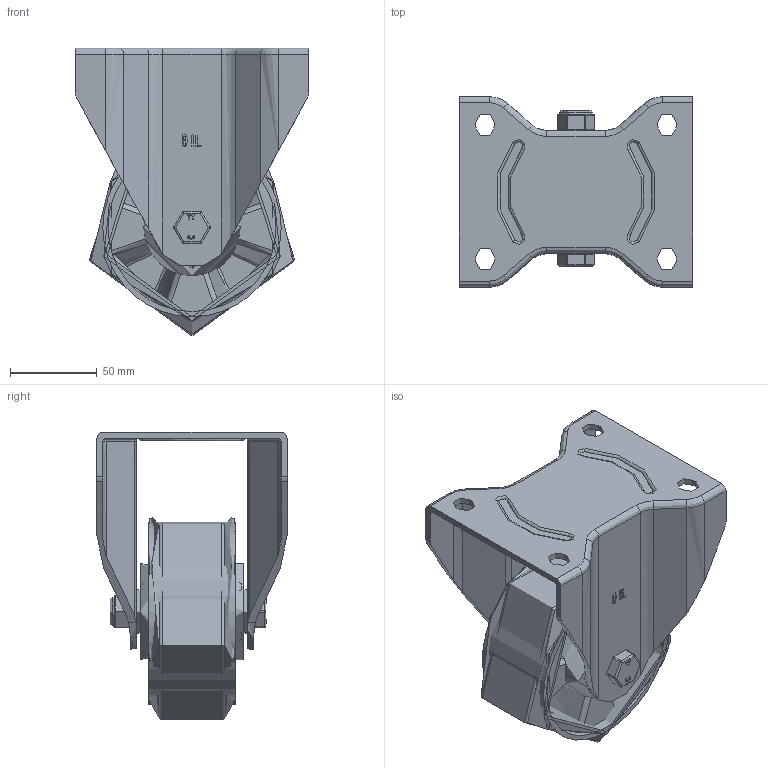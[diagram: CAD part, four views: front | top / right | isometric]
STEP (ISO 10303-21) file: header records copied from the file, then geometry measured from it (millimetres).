
FILE_DESCRIPTION(/* description */ (''),/* implementation_level */ '2;1');
FILE_NAME(/* name */ 'BZWHF125ERBJLP.step',/* time_stamp */ '2024-08-08T15:38:27+01:00',/* author */ (''),/* organization */ (''),/* preprocessor_version */ 'ST-DEVELOPER v20',/* originating_system */ 'Autodesk Translation Framework v13.14.0.145',/* authorisation */ '');
FILE_SCHEMA (('AUTOMOTIVE_DESIGN { 1 0 10303 214 3 1 1 }'));
Length unit declared in the file: millimetre
Products named in the file (25): BZWHF125ERBJLP; BZWHF125ASLP - 64 v1; ZINC PLATED, PRESSED STEEL BRACKET; BZH125WERBJM20 v1; 65 SHORE A RUBBER TYRE; ALUMINIUM RIM; ALUMINIUM RIM Geometry; SPACER; BEARING6204; BALL BEARINGS; BEARING6204 (1); BALL BEARINGS (1); Component3; STEEL; RUBBER; TH20X2X12 v1; ZINC PLATED HEADED SPACER; TH20X2X12 v1 (1); ZINC PLATED HEADED SPACER (1); HEXBOLTM12X80Z8.8 v2; GRADE 8.8 ZINC PLATED BOLT; NYLOCM12Z v1; NYLOC NUT; NUT; RUBBER (1)
Assembly tree (41 placements, depth 5):
  BZWHF125ERBJLP
    BZWHF125ASLP - 64 v1
      ZINC PLATED, PRESSED STEEL BRACKET
    BZH125WERBJM20 v1
      65 SHORE A RUBBER TYRE
      ALUMINIUM RIM
        ALUMINIUM RIM Geometry
        SPACER
      BEARING6204
        BALL BEARINGS
          Component3  x8
        STEEL
        RUBBER
      BEARING6204 (1)
        BALL BEARINGS (1)
          Component3  x8
        STEEL
        RUBBER
    TH20X2X12 v1
      ZINC PLATED HEADED SPACER
    TH20X2X12 v1 (1)
      ZINC PLATED HEADED SPACER (1)
    HEXBOLTM12X80Z8.8 v2
      GRADE 8.8 ZINC PLATED BOLT
    NYLOCM12Z v1
      NYLOC NUT
        NUT
        RUBBER (1)
Bounding box: 135 x 110 x 166 mm (x, y, z)
Volume: 506148.1 mm3; surface area: 238095.4 mm2
Topology: 35 solids, 35 shells, 1455 faces, 3976 edges, 2612 vertices
Faces by surface type: plane 620, bspline 452, cylinder 296, torus 51, sphere 34, cone 2
Full cylindrical faces by diameter (mm): 9.836 x18, 11.834 x18, 12 x3, 12.2 x2, 12.3 x2, 14 x2, 18 x1, 18.5 x1, 19.8 x2, 20 x3, 22 x2, 25 x2, 27 x10, 28.5 x4, 29 x8, 40 x4, 40.5 x4, 41.5 x4, 42 x8, 44 x2, 47 x4, 55.5 x2, 97 x1, 103 x2, 107 x2, 125 x1
Entity records: 47296 total; most frequent: CARTESIAN_POINT 23978, ORIENTED_EDGE 5238, DIRECTION 3883, EDGE_CURVE 2619, VERTEX_POINT 1712, AXIS2_PLACEMENT_3D 1362, LINE 1159, VECTOR 1159
